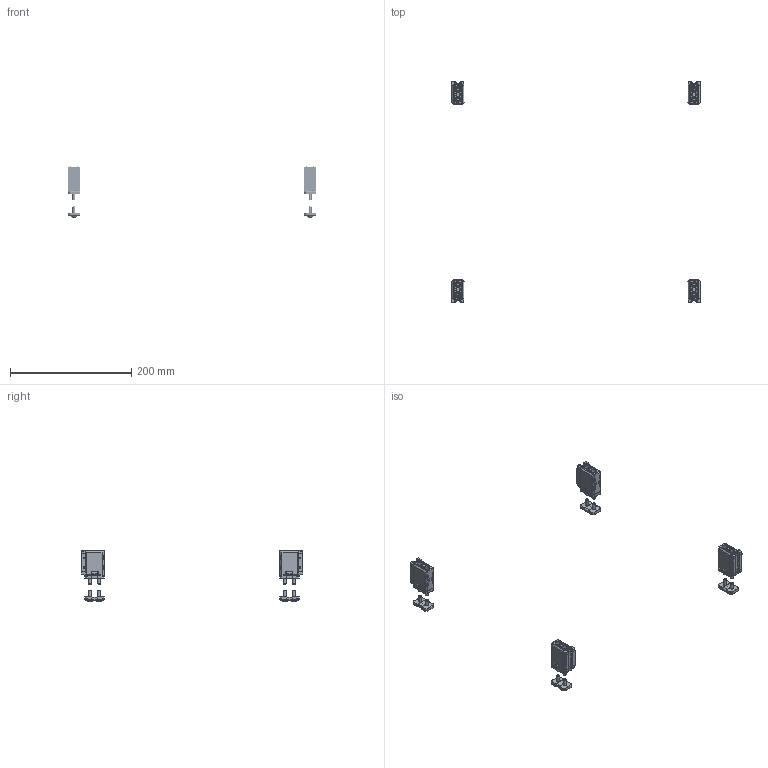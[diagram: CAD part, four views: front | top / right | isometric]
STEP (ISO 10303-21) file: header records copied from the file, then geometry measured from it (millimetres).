
FILE_DESCRIPTION(/* description */ ('','CAx-IF Rec.Pracs.---Representation and Presentation of Product Manufacturing Information (PMI)---4.0---2014-10-13'),/* implementation_level */ '2;1');
FILE_NAME(/* name */ '_1_Printed_V2_6mm_Z_joints_FT_FT_S.step',/* time_stamp */ '2024-12-14T20:52:52+01:00',/* author */ (''),/* organization */ (''),/* preprocessor_version */ 'ST-DEVELOPER v20',/* originating_system */ 'Autodesk Translation Framework v13.20.0.188',/* authorisation */ '');
FILE_SCHEMA (('AP242_MANAGED_MODEL_BASED_3D_ENGINEERING_MIM_LF { 1 0 10303 442 1 1 4 }'));
Length unit declared in the file: millimetre
Products named in the file (16): _1_Printed_V2_6mm_Z_joints_FT_FT_S; _Printed_V2_Z_joint_b_FT; _Printed_V2_Z_joint_hardware_FT; _Printed_V2_Z_joint_a_FT; _Printed_V2_Z_joint_hardware_FT_1; _Printed_V2_Z_joint_a_FT_1; _Printed_V2_Z_joint_hardware_FT_2; Printed_V2_Z_joint_a; _Printed_V2_Z_joint_b_FT_1; _Printed_V2_Z_joint_hardware_FT_3; M3x30 BHCS; M5x40 SHCS; _MGN9H; Printed_V2_Z_joint_b; M5x16 BHCS; Printerd_V2_Z_belt_clamp
Assembly tree (56 placements, depth 4):
  _1_Printed_V2_6mm_Z_joints_FT_FT_S
    _Printed_V2_Z_joint_b_FT
      _Printed_V2_Z_joint_hardware_FT
        M3x30 BHCS  x4
        M5x40 SHCS  x2
      _MGN9H
      Printed_V2_Z_joint_b
    _Printed_V2_Z_joint_a_FT
      _Printed_V2_Z_joint_hardware_FT_1
        M3x30 BHCS  x4
        M5x40 SHCS  x2
      Printed_V2_Z_joint_a
      _MGN9H
    _Printed_V2_Z_joint_a_FT_1
      _Printed_V2_Z_joint_hardware_FT_2
        M3x30 BHCS  x4
        M5x40 SHCS  x2
      Printed_V2_Z_joint_a
      _MGN9H
    _Printed_V2_Z_joint_b_FT_1
      _Printed_V2_Z_joint_hardware_FT_3
        M3x30 BHCS  x4
        M5x40 SHCS  x2
      _MGN9H
      Printed_V2_Z_joint_b
    M5x16 BHCS  x8
    Printerd_V2_Z_belt_clamp  x8
Bounding box: 410.7 x 366 x 84.88 mm (x, y, z)
Volume: 128726.7 mm3; surface area: 81992.8 mm2
Topology: 80 solids, 80 shells, 7088 faces, 19560 edges, 12648 vertices
Faces by surface type: plane 3160, cylinder 1960, torus 1360, cone 424, bspline 112, sphere 72
Full cylindrical faces by diameter (mm): 1.288 x20, 2.603 x16, 3 x32, 3.4 x16, 5 x16, 5.4 x16, 5.7 x16, 8.25 x8, 9.5 x8
Entity records: 46273 total; most frequent: CARTESIAN_POINT 12828, ORIENTED_EDGE 7116, DIRECTION 6870, EDGE_CURVE 3558, AXIS2_PLACEMENT_3D 2641, VERTEX_POINT 2286, LINE 1588, VECTOR 1588
